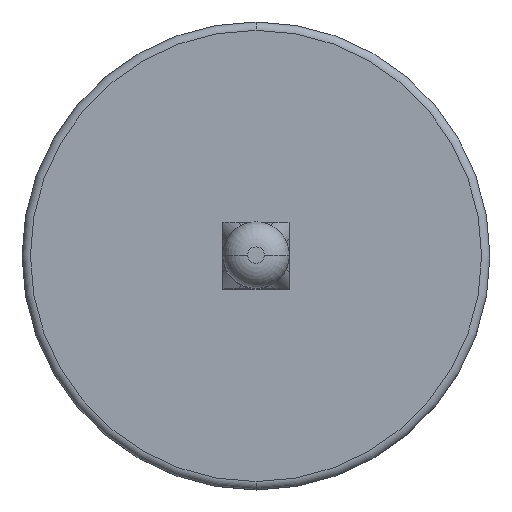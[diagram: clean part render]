
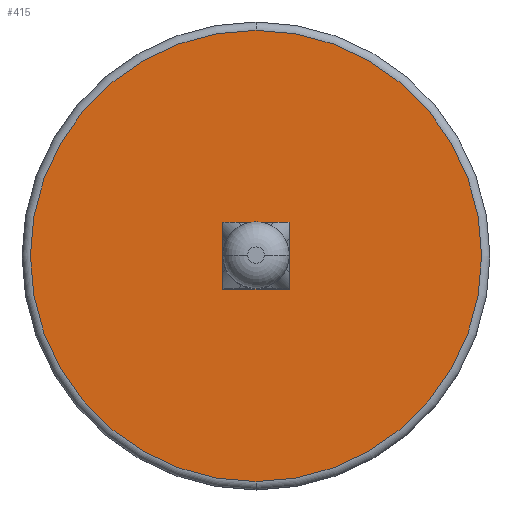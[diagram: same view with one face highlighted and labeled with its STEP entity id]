
A CAD part, top view. The second image highlights one B-rep face of the part: STEP entity #415.
In plain terms, the highlighted planar face has unit normal (0, 0, 1).
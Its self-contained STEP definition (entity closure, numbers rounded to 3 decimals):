
#19 = ORIENTED_EDGE ( 'NONE', *, *, #1180, .F. ) ;
#41 = CARTESIAN_POINT ( 'NONE',  ( -3.975, 3.975, 27. ) ) ;
#57 = VECTOR ( 'NONE', #226, 1000. ) ;
#167 = CARTESIAN_POINT ( 'NONE',  ( 0., 0., 27. ) ) ;
#169 = AXIS2_PLACEMENT_3D ( 'NONE', #175, #927, #598 ) ;
#175 = CARTESIAN_POINT ( 'NONE',  ( 0., 28., 27. ) ) ;
#226 = DIRECTION ( 'NONE',  ( 0., 1., 0. ) ) ;
#256 = VERTEX_POINT ( 'NONE', #261 ) ;
#261 = CARTESIAN_POINT ( 'NONE',  ( 3.975, -3.975, 27. ) ) ;
#265 = FACE_BOUND ( 'NONE', #1205, .T. ) ;
#292 = FACE_OUTER_BOUND ( 'NONE', #509, .T. ) ;
#295 = CARTESIAN_POINT ( 'NONE',  ( -3.975, -3.975, 27. ) ) ;
#305 = DIRECTION ( 'NONE',  ( 1., 0., 0. ) ) ;
#309 = CARTESIAN_POINT ( 'NONE',  ( -3.975, -3.975, 27. ) ) ;
#313 = ORIENTED_EDGE ( 'NONE', *, *, #1189, .T. ) ;
#327 = VECTOR ( 'NONE', #996, 1000. ) ;
#411 = LINE ( 'NONE', #295, #606 ) ;
#415 = ADVANCED_FACE ( 'NONE', ( #292, #265 ), #736, .F. ) ;
#439 = VERTEX_POINT ( 'NONE', #1151 ) ;
#449 = DIRECTION ( 'NONE',  ( -1., 0., 0. ) ) ;
#454 = CARTESIAN_POINT ( 'NONE',  ( -3.975, 3.975, 27. ) ) ;
#466 = DIRECTION ( 'NONE',  ( 0., 1., 0. ) ) ;
#486 = CIRCLE ( 'NONE', #824, 27. ) ;
#492 = ORIENTED_EDGE ( 'NONE', *, *, #952, .F. ) ;
#509 = EDGE_LOOP ( 'NONE', ( #1154, #313 ) ) ;
#559 = LINE ( 'NONE', #999, #57 ) ;
#597 = VERTEX_POINT ( 'NONE', #914 ) ;
#598 = DIRECTION ( 'NONE',  ( 0., 1., 0. ) ) ;
#606 = VECTOR ( 'NONE', #305, 1000. ) ;
#621 = VECTOR ( 'NONE', #449, 1000. ) ;
#636 = VERTEX_POINT ( 'NONE', #41 ) ;
#647 = DIRECTION ( 'NONE',  ( 0., 1., 0. ) ) ;
#683 = LINE ( 'NONE', #454, #621 ) ;
#690 = EDGE_CURVE ( 'NONE', #256, #597, #559, .T. ) ;
#736 = PLANE ( 'NONE',  #169 ) ;
#740 = VERTEX_POINT ( 'NONE', #847 ) ;
#741 = DIRECTION ( 'NONE',  ( 0., 0., 1. ) ) ;
#742 = ORIENTED_EDGE ( 'NONE', *, *, #690, .F. ) ;
#824 = AXIS2_PLACEMENT_3D ( 'NONE', #167, #741, #647 ) ;
#832 = LINE ( 'NONE', #309, #327 ) ;
#847 = CARTESIAN_POINT ( 'NONE',  ( 0., -27., 27. ) ) ;
#872 = CIRCLE ( 'NONE', #1236, 27. ) ;
#882 = ORIENTED_EDGE ( 'NONE', *, *, #883, .F. ) ;
#883 = EDGE_CURVE ( 'NONE', #439, #256, #411, .T. ) ;
#914 = CARTESIAN_POINT ( 'NONE',  ( 3.975, 3.975, 27. ) ) ;
#927 = DIRECTION ( 'NONE',  ( 0., 0., -1. ) ) ;
#952 = EDGE_CURVE ( 'NONE', #636, #439, #832, .T. ) ;
#955 = DIRECTION ( 'NONE',  ( 0., 0., 1. ) ) ;
#986 = VERTEX_POINT ( 'NONE', #1202 ) ;
#990 = CARTESIAN_POINT ( 'NONE',  ( 0., 0., 27. ) ) ;
#996 = DIRECTION ( 'NONE',  ( 0., -1., 0. ) ) ;
#999 = CARTESIAN_POINT ( 'NONE',  ( 3.975, -3.975, 27. ) ) ;
#1066 = EDGE_CURVE ( 'NONE', #986, #740, #486, .T. ) ;
#1151 = CARTESIAN_POINT ( 'NONE',  ( -3.975, -3.975, 27. ) ) ;
#1154 = ORIENTED_EDGE ( 'NONE', *, *, #1066, .T. ) ;
#1180 = EDGE_CURVE ( 'NONE', #597, #636, #683, .T. ) ;
#1189 = EDGE_CURVE ( 'NONE', #740, #986, #872, .T. ) ;
#1202 = CARTESIAN_POINT ( 'NONE',  ( 0., 27., 27. ) ) ;
#1205 = EDGE_LOOP ( 'NONE', ( #742, #882, #492, #19 ) ) ;
#1236 = AXIS2_PLACEMENT_3D ( 'NONE', #990, #955, #466 ) ;
